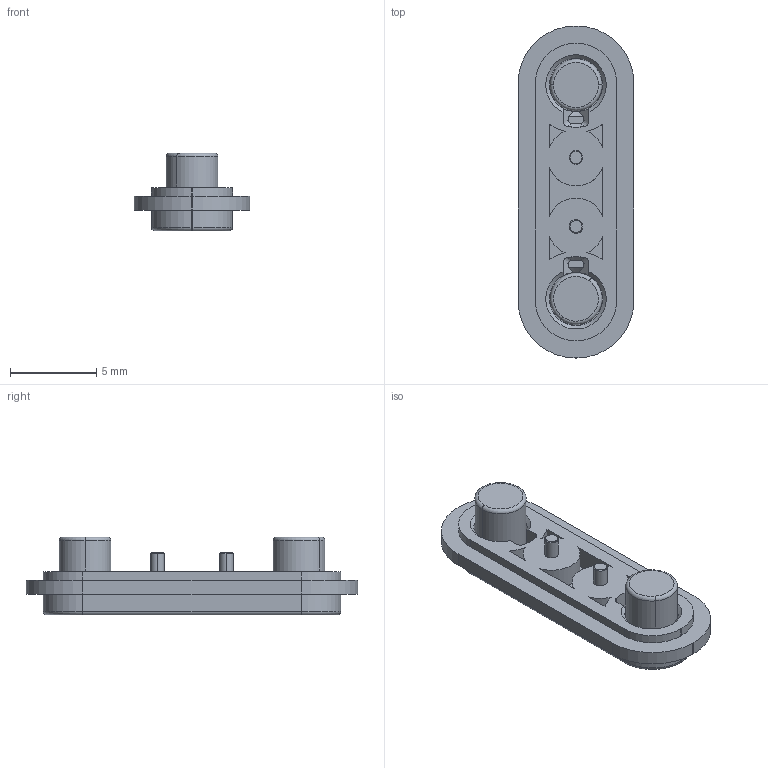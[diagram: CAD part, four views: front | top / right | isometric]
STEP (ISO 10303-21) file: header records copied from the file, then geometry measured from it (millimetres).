
FILE_DESCRIPTION((''),'2;1');
FILE_NAME('303C-C4515-40-02-1_C_1','2023-06-20T',('fros.liao'),(''),'CREO PARAMETRIC BY PTC INC, 2015080','CREO PARAMETRIC BY PTC INC, 2015080','');
FILE_SCHEMA(('CONFIG_CONTROL_DESIGN'));
Length unit declared in the file: millimetre
Products named in the file (1): 303C-C4515-40-02-1_C_1
Bounding box: 6.7 x 19.25 x 4.5 mm (x, y, z)
Volume: 241.3 mm3; surface area: 501.4 mm2
Topology: 1 solids, 1 shells, 123 faces, 296 edges, 190 vertices
Faces by surface type: cylinder 48, plane 45, torus 16, cone 10, bspline 4
Entity records: 3833 total; most frequent: CARTESIAN_POINT 890, DIRECTION 630, ORIENTED_EDGE 592, EDGE_CURVE 296, AXIS2_PLACEMENT_3D 255, VERTEX_POINT 190, EDGE_LOOP 138, CIRCLE 136
